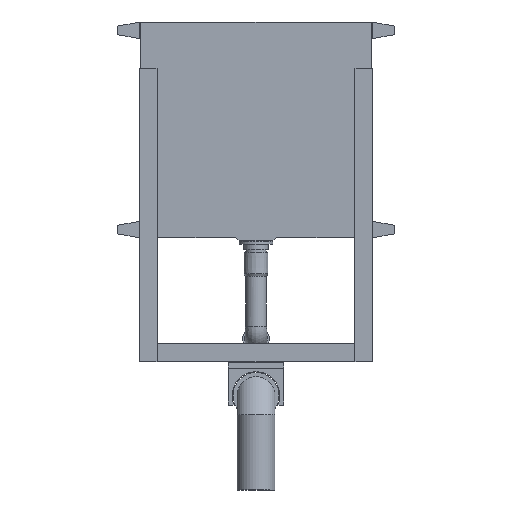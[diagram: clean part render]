
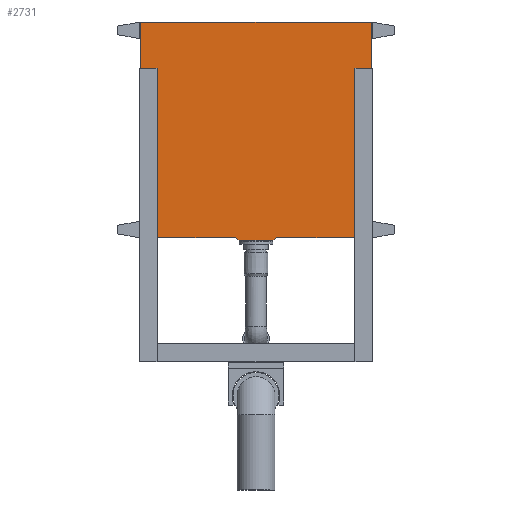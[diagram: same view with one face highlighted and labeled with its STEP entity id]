
A CAD part, left-side view. The second image highlights one B-rep face of the part: STEP entity #2731.
In plain terms, the highlighted planar face has unit normal (-1, 0, 0).
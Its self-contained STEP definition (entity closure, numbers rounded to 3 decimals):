
#258=LINE('',#4630,#566);
#298=LINE('',#4708,#606);
#303=LINE('',#4719,#611);
#308=LINE('',#4732,#616);
#311=LINE('',#4742,#619);
#316=LINE('',#4753,#624);
#321=LINE('',#4764,#629);
#333=LINE('',#4798,#641);
#334=LINE('',#4800,#642);
#566=VECTOR('',#3525,1000.);
#606=VECTOR('',#3595,1000.);
#611=VECTOR('',#3602,1000.);
#616=VECTOR('',#3611,1000.);
#619=VECTOR('',#3626,1000.);
#624=VECTOR('',#3635,1000.);
#629=VECTOR('',#3646,1000.);
#641=VECTOR('',#3680,1000.);
#642=VECTOR('',#3681,1000.);
#811=PLANE('',#3025);
#1360=ORIENTED_EDGE('',*,*,#1855,.T.);
#1361=ORIENTED_EDGE('',*,*,#1832,.F.);
#1362=ORIENTED_EDGE('',*,*,#1809,.T.);
#1363=ORIENTED_EDGE('',*,*,#1826,.T.);
#1364=ORIENTED_EDGE('',*,*,#1820,.T.);
#1365=ORIENTED_EDGE('',*,*,#1814,.T.);
#1366=ORIENTED_EDGE('',*,*,#1838,.F.);
#1367=ORIENTED_EDGE('',*,*,#1769,.F.);
#1368=ORIENTED_EDGE('',*,*,#1856,.F.);
#1769=EDGE_CURVE('',#2086,#2087,#258,.T.);
#1809=EDGE_CURVE('',#2109,#2110,#298,.T.);
#1814=EDGE_CURVE('',#2114,#2115,#303,.T.);
#1820=EDGE_CURVE('',#2119,#2114,#308,.T.);
#1826=EDGE_CURVE('',#2110,#2119,#311,.T.);
#1832=EDGE_CURVE('',#2109,#2125,#316,.T.);
#1838=EDGE_CURVE('',#2087,#2115,#321,.T.);
#1855=EDGE_CURVE('',#2139,#2125,#333,.T.);
#1856=EDGE_CURVE('',#2139,#2086,#334,.T.);
#2086=VERTEX_POINT('',#4631);
#2087=VERTEX_POINT('',#4632);
#2109=VERTEX_POINT('',#4709);
#2110=VERTEX_POINT('',#4710);
#2114=VERTEX_POINT('',#4720);
#2115=VERTEX_POINT('',#4721);
#2119=VERTEX_POINT('',#4731);
#2125=VERTEX_POINT('',#4754);
#2139=VERTEX_POINT('',#4799);
#2371=EDGE_LOOP('',(#1360,#1361,#1362,#1363,#1364,#1365,#1366,#1367,#1368));
#2553=FACE_BOUND('',#2371,.T.);
#2731=ADVANCED_FACE('',(#2553),#811,.F.);
#3025=AXIS2_PLACEMENT_3D('',#4797,#3678,#3679);
#3525=DIRECTION('',(0.,0.,-1.));
#3595=DIRECTION('',(0.,-0.866,-0.5));
#3602=DIRECTION('',(0.,-0.866,0.5));
#3611=DIRECTION('',(0.,-1.,0.));
#3626=DIRECTION('',(0.,-1.,0.));
#3635=DIRECTION('',(0.,1.,0.));
#3646=DIRECTION('',(0.,1.,0.));
#3678=DIRECTION('',(1.,0.,0.));
#3679=DIRECTION('',(0.,-1.,0.));
#3680=DIRECTION('',(0.,0.,-1.));
#3681=DIRECTION('',(0.,-1.,0.));
#4630=CARTESIAN_POINT('',(-40.,-275.,703.132));
#4631=CARTESIAN_POINT('',(-40.,-275.,810.));
#4632=CARTESIAN_POINT('',(-40.,-275.,295.));
#4708=CARTESIAN_POINT('',(-40.,40.,289.5));
#4709=CARTESIAN_POINT('',(-40.,49.526,295.));
#4710=CARTESIAN_POINT('',(-40.,40.,289.5));
#4719=CARTESIAN_POINT('',(-40.,-40.,289.5));
#4720=CARTESIAN_POINT('',(-40.,-40.,289.5));
#4721=CARTESIAN_POINT('',(-40.,-49.526,295.));
#4731=CARTESIAN_POINT('',(-40.,0.,289.5));
#4732=CARTESIAN_POINT('',(-40.,-40.,289.5));
#4742=CARTESIAN_POINT('',(-40.,-40.,289.5));
#4753=CARTESIAN_POINT('',(-40.,-118.394,295.));
#4754=CARTESIAN_POINT('',(-40.,275.,295.));
#4764=CARTESIAN_POINT('',(-40.,-118.394,295.));
#4797=CARTESIAN_POINT('',(-40.,-442.523,412.974));
#4798=CARTESIAN_POINT('',(-40.,275.,703.132));
#4799=CARTESIAN_POINT('',(-40.,275.,810.));
#4800=CARTESIAN_POINT('',(-40.,0.,810.));
